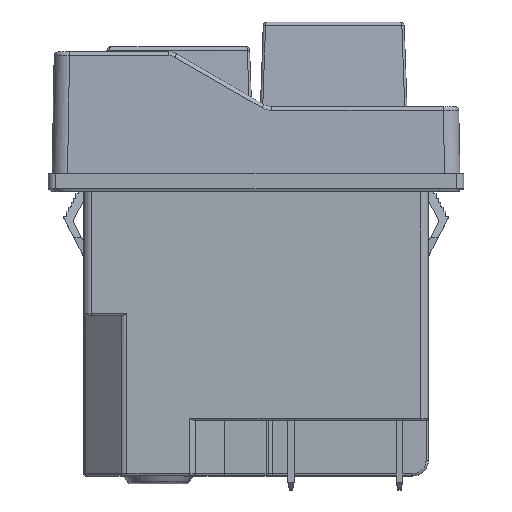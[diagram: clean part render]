
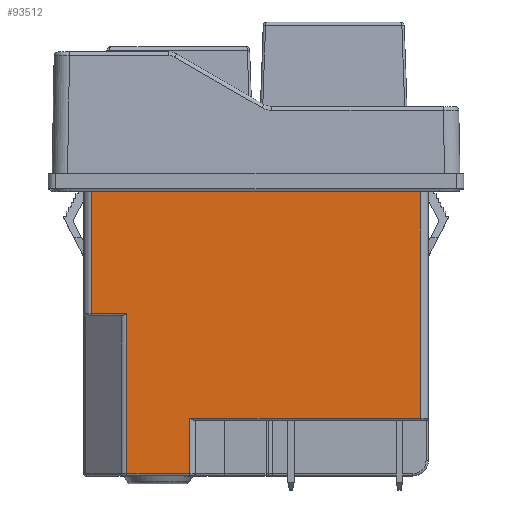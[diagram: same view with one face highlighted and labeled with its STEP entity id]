
A CAD part, top view. The second image highlights one B-rep face of the part: STEP entity #93512.
In plain terms, the highlighted planar face has unit normal (0, 0, 1).
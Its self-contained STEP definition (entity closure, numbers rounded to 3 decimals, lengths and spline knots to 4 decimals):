
#5840=FACE_OUTER_BOUND('',#10730,.T.);
#10730=EDGE_LOOP('',(#80870,#80871,#80872,#80873,#80874,#80875,#80876,#80877));
#19856=LINE('',#144331,#32182);
#21784=LINE('',#148305,#34110);
#21807=LINE('',#148398,#34133);
#21808=LINE('',#148401,#34134);
#21809=LINE('',#148403,#34135);
#21810=LINE('',#148405,#34136);
#21811=LINE('',#148406,#34137);
#21812=LINE('',#148407,#34138);
#32182=VECTOR('',#116301,0.3217);
#34110=VECTOR('',#119773,1.685);
#34133=VECTOR('',#119874,0.2835);
#34134=VECTOR('',#119877,1.378);
#34135=VECTOR('',#119878,0.8425);
#34136=VECTOR('',#119879,0.1817);
#34137=VECTOR('',#119880,0.8189);
#34138=VECTOR('',#119881,1.1817);
#42314=VERTEX_POINT('',#144326);
#42315=VERTEX_POINT('',#144330);
#43588=VERTEX_POINT('',#148302);
#43589=VERTEX_POINT('',#148304);
#43604=VERTEX_POINT('',#148389);
#43605=VERTEX_POINT('',#148400);
#43606=VERTEX_POINT('',#148402);
#43607=VERTEX_POINT('',#148404);
#54293=EDGE_CURVE('',#42314,#42315,#19856,.T.);
#56274=EDGE_CURVE('',#43588,#43589,#21784,.T.);
#56317=EDGE_CURVE('',#43604,#42314,#21807,.T.);
#56318=EDGE_CURVE('',#43605,#43589,#21808,.T.);
#56319=EDGE_CURVE('',#43588,#43606,#21809,.T.);
#56320=EDGE_CURVE('',#43606,#43607,#21810,.T.);
#56321=EDGE_CURVE('',#43607,#42315,#21811,.T.);
#56322=EDGE_CURVE('',#43604,#43605,#21812,.T.);
#80870=ORIENTED_EDGE('',*,*,#56318,.T.);
#80871=ORIENTED_EDGE('',*,*,#56274,.F.);
#80872=ORIENTED_EDGE('',*,*,#56319,.T.);
#80873=ORIENTED_EDGE('',*,*,#56320,.T.);
#80874=ORIENTED_EDGE('',*,*,#56321,.T.);
#80875=ORIENTED_EDGE('',*,*,#54293,.F.);
#80876=ORIENTED_EDGE('',*,*,#56317,.F.);
#80877=ORIENTED_EDGE('',*,*,#56322,.T.);
#88795=PLANE('',#99169);
#93512=ADVANCED_FACE('',(#5840),#88795,.T.);
#99169=AXIS2_PLACEMENT_3D('',#148399,#119875,#119876);
#116301=DIRECTION('',(-1.,0.,0.));
#119773=DIRECTION('',(1.,0.,0.));
#119874=DIRECTION('',(0.,-1.,0.));
#119875=DIRECTION('center_axis',(0.,0.,1.));
#119876=DIRECTION('ref_axis',(1.,0.,0.));
#119877=DIRECTION('',(0.,1.,0.));
#119878=DIRECTION('',(0.,-1.,0.));
#119879=DIRECTION('',(1.,0.,0.));
#119880=DIRECTION('',(0.,-1.,0.));
#119881=DIRECTION('',(1.,0.,0.));
#144326=CARTESIAN_POINT('',(-0.3391,-1.5906,0.4213));
#144330=CARTESIAN_POINT('',(-0.6609,-1.5906,0.4213));
#144331=CARTESIAN_POINT('',(-0.3391,-1.5906,0.4213));
#148302=CARTESIAN_POINT('',(-0.8425,0.0709,0.4213));
#148304=CARTESIAN_POINT('',(0.8425,0.0709,0.4213));
#148305=CARTESIAN_POINT('',(-0.8425,0.0709,0.4213));
#148389=CARTESIAN_POINT('',(-0.3391,-1.3071,0.4213));
#148398=CARTESIAN_POINT('',(-0.3391,-1.3071,0.4213));
#148399=CARTESIAN_POINT('Origin',(-0.8819,0.,0.4213));
#148400=CARTESIAN_POINT('',(0.8425,-1.3071,0.4213));
#148401=CARTESIAN_POINT('',(0.8425,-1.3071,0.4213));
#148402=CARTESIAN_POINT('',(-0.8425,-0.7717,0.4213));
#148403=CARTESIAN_POINT('',(-0.8425,0.0709,0.4213));
#148404=CARTESIAN_POINT('',(-0.6609,-0.7717,0.4213));
#148405=CARTESIAN_POINT('',(-0.8425,-0.7717,0.4213));
#148406=CARTESIAN_POINT('',(-0.6609,-0.7717,0.4213));
#148407=CARTESIAN_POINT('',(-0.3391,-1.3071,0.4213));
